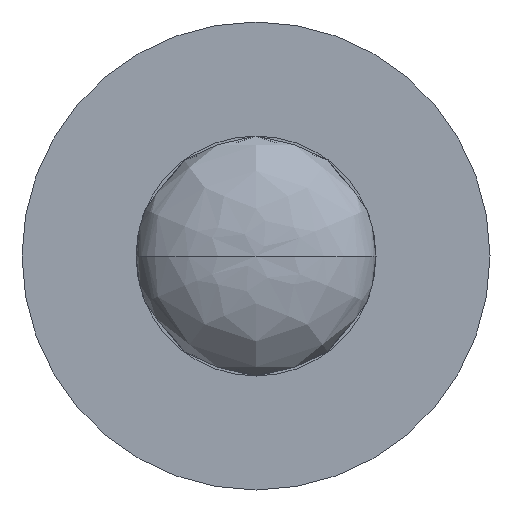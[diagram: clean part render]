
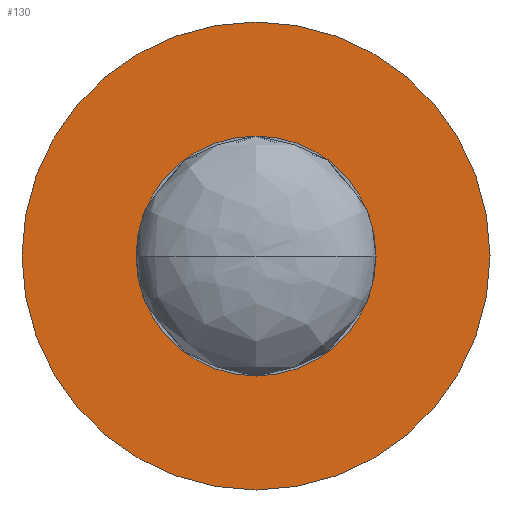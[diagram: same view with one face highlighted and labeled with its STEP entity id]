
A CAD part, front view. The second image highlights one B-rep face of the part: STEP entity #130.
In plain terms, the highlighted planar face has unit normal (0, -1, 0).
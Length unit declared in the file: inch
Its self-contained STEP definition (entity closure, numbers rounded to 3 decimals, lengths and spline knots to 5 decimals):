
#18 = DIRECTION ( 'NONE',  ( 0., 1., 0. ) ) ;
#25 = EDGE_LOOP ( 'NONE', ( #217, #168 ) ) ;
#38 = CIRCLE ( 'NONE', #320, 0.15354 ) ;
#49 = EDGE_CURVE ( 'NONE', #61, #330, #363, .T. ) ;
#61 = VERTEX_POINT ( 'NONE', #496 ) ;
#62 = AXIS2_PLACEMENT_3D ( 'NONE', #375, #226, #147 ) ;
#88 = CARTESIAN_POINT ( 'NONE',  ( 0.15354, -0.35827, 0. ) ) ;
#92 = EDGE_LOOP ( 'NONE', ( #162, #336 ) ) ;
#104 = CIRCLE ( 'NONE', #389, 0.07874 ) ;
#113 = FACE_OUTER_BOUND ( 'NONE', #25, .T. ) ;
#119 = CIRCLE ( 'NONE', #298, 0.15354 ) ;
#130 = ADVANCED_FACE ( 'NONE', ( #113, #266 ), #426, .F. ) ;
#147 = DIRECTION ( 'NONE',  ( 0., 0., 1. ) ) ;
#161 = DIRECTION ( 'NONE',  ( 0., 0., 1. ) ) ;
#162 = ORIENTED_EDGE ( 'NONE', *, *, #177, .T. ) ;
#163 = EDGE_CURVE ( 'NONE', #456, #377, #38, .T. ) ;
#164 = DIRECTION ( 'NONE',  ( 0., 0., 1. ) ) ;
#168 = ORIENTED_EDGE ( 'NONE', *, *, #163, .F. ) ;
#177 = EDGE_CURVE ( 'NONE', #330, #61, #104, .T. ) ;
#217 = ORIENTED_EDGE ( 'NONE', *, *, #342, .F. ) ;
#226 = DIRECTION ( 'NONE',  ( 0., 1., 0. ) ) ;
#231 = AXIS2_PLACEMENT_3D ( 'NONE', #88, #477, #164 ) ;
#248 = CARTESIAN_POINT ( 'NONE',  ( 0., -0.35827, 0. ) ) ;
#250 = CARTESIAN_POINT ( 'NONE',  ( 0., -0.35827, 0.07874 ) ) ;
#266 = FACE_BOUND ( 'NONE', #92, .T. ) ;
#276 = DIRECTION ( 'NONE',  ( 0., 1., 0. ) ) ;
#292 = CARTESIAN_POINT ( 'NONE',  ( 0., -0.35827, -0.15354 ) ) ;
#298 = AXIS2_PLACEMENT_3D ( 'NONE', #369, #18, #301 ) ;
#301 = DIRECTION ( 'NONE',  ( 0., 0., 1. ) ) ;
#320 = AXIS2_PLACEMENT_3D ( 'NONE', #248, #276, #161 ) ;
#322 = CARTESIAN_POINT ( 'NONE',  ( 0., -0.35827, 0. ) ) ;
#323 = DIRECTION ( 'NONE',  ( 0., 1., 0. ) ) ;
#330 = VERTEX_POINT ( 'NONE', #250 ) ;
#336 = ORIENTED_EDGE ( 'NONE', *, *, #49, .T. ) ;
#342 = EDGE_CURVE ( 'NONE', #377, #456, #119, .T. ) ;
#363 = CIRCLE ( 'NONE', #62, 0.07874 ) ;
#369 = CARTESIAN_POINT ( 'NONE',  ( 0., -0.35827, 0. ) ) ;
#375 = CARTESIAN_POINT ( 'NONE',  ( 0., -0.35827, 0. ) ) ;
#377 = VERTEX_POINT ( 'NONE', #416 ) ;
#389 = AXIS2_PLACEMENT_3D ( 'NONE', #322, #323, #478 ) ;
#416 = CARTESIAN_POINT ( 'NONE',  ( 0., -0.35827, 0.15354 ) ) ;
#426 = PLANE ( 'NONE',  #231 ) ;
#456 = VERTEX_POINT ( 'NONE', #292 ) ;
#477 = DIRECTION ( 'NONE',  ( 0., 1., 0. ) ) ;
#478 = DIRECTION ( 'NONE',  ( 0., 0., 1. ) ) ;
#496 = CARTESIAN_POINT ( 'NONE',  ( 0., -0.35827, -0.07874 ) ) ;
